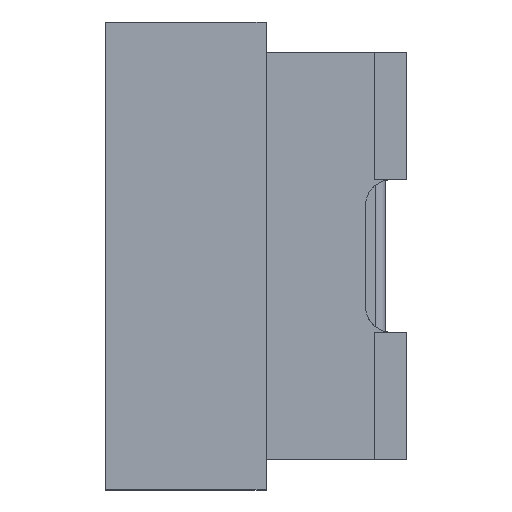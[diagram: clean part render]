
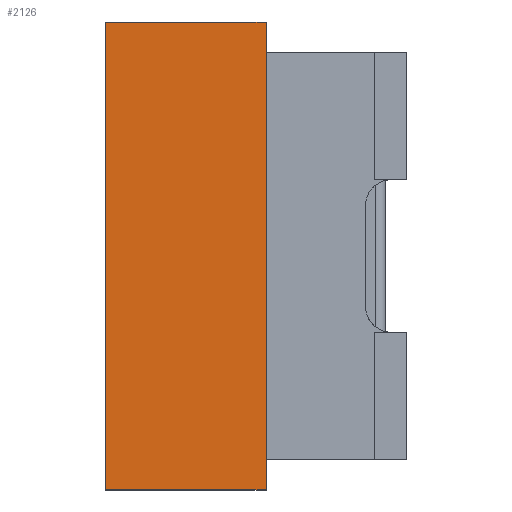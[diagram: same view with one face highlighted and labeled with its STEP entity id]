
A CAD part, left-side view. The second image highlights one B-rep face of the part: STEP entity #2126.
In plain terms, the highlighted planar face has unit normal (-1, 0, 0).
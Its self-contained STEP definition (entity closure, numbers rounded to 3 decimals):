
#26 = CARTESIAN_POINT ( 'NONE',  ( -1.66, 0.69, -1.165 ) ) ;
#67 = ORIENTED_EDGE ( 'NONE', *, *, #2673, .T. ) ;
#273 = EDGE_CURVE ( 'NONE', #3333, #1670, #2877, .T. ) ;
#339 = VERTEX_POINT ( 'NONE', #3317 ) ;
#383 = CARTESIAN_POINT ( 'NONE',  ( -1.66, 0.69, 1.165 ) ) ;
#413 = CARTESIAN_POINT ( 'NONE',  ( -1.66, 1.49, 1.165 ) ) ;
#421 = EDGE_CURVE ( 'NONE', #3333, #339, #2680, .T. ) ;
#733 = DIRECTION ( 'NONE',  ( 0., -1., 0. ) ) ;
#812 = AXIS2_PLACEMENT_3D ( 'NONE', #1389, #3131, #2806 ) ;
#1127 = DIRECTION ( 'NONE',  ( 0., 0., 1. ) ) ;
#1153 = LINE ( 'NONE', #2446, #1878 ) ;
#1376 = VECTOR ( 'NONE', #1127, 1000. ) ;
#1389 = CARTESIAN_POINT ( 'NONE',  ( -1.66, 0.69, 1.165 ) ) ;
#1452 = ORIENTED_EDGE ( 'NONE', *, *, #421, .T. ) ;
#1670 = VERTEX_POINT ( 'NONE', #413 ) ;
#1751 = DIRECTION ( 'NONE',  ( 0., -1., 0. ) ) ;
#1878 = VECTOR ( 'NONE', #733, 1000. ) ;
#1938 = PLANE ( 'NONE',  #812 ) ;
#2126 = ADVANCED_FACE ( 'NONE', ( #3130 ), #1938, .T. ) ;
#2150 = LINE ( 'NONE', #2844, #1376 ) ;
#2371 = DIRECTION ( 'NONE',  ( 0., 0., 1. ) ) ;
#2446 = CARTESIAN_POINT ( 'NONE',  ( -1.66, 0.69, 1.165 ) ) ;
#2457 = ORIENTED_EDGE ( 'NONE', *, *, #2525, .F. ) ;
#2463 = VECTOR ( 'NONE', #2371, 1000. ) ;
#2525 = EDGE_CURVE ( 'NONE', #1670, #3170, #1153, .T. ) ;
#2631 = EDGE_LOOP ( 'NONE', ( #67, #2457, #2734, #1452 ) ) ;
#2673 = EDGE_CURVE ( 'NONE', #339, #3170, #2150, .T. ) ;
#2680 = LINE ( 'NONE', #26, #3056 ) ;
#2734 = ORIENTED_EDGE ( 'NONE', *, *, #273, .F. ) ;
#2806 = DIRECTION ( 'NONE',  ( 0., 0., 1. ) ) ;
#2844 = CARTESIAN_POINT ( 'NONE',  ( -1.66, 0.69, 1.165 ) ) ;
#2877 = LINE ( 'NONE', #3276, #2463 ) ;
#3056 = VECTOR ( 'NONE', #1751, 1000. ) ;
#3130 = FACE_OUTER_BOUND ( 'NONE', #2631, .T. ) ;
#3131 = DIRECTION ( 'NONE',  ( -1., 0., 0. ) ) ;
#3170 = VERTEX_POINT ( 'NONE', #383 ) ;
#3276 = CARTESIAN_POINT ( 'NONE',  ( -1.66, 1.49, -1.165 ) ) ;
#3317 = CARTESIAN_POINT ( 'NONE',  ( -1.66, 0.69, -1.165 ) ) ;
#3333 = VERTEX_POINT ( 'NONE', #3689 ) ;
#3689 = CARTESIAN_POINT ( 'NONE',  ( -1.66, 1.49, -1.165 ) ) ;
